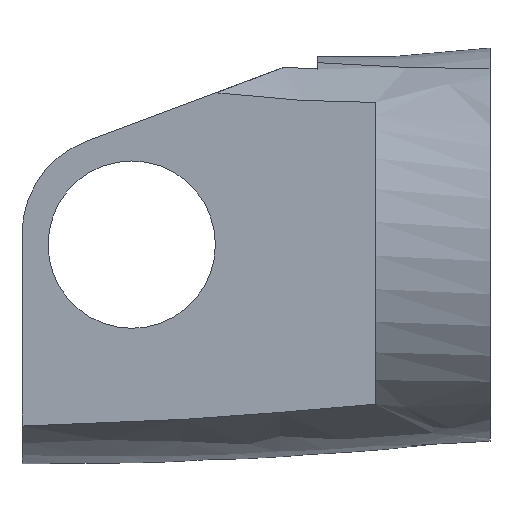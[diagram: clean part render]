
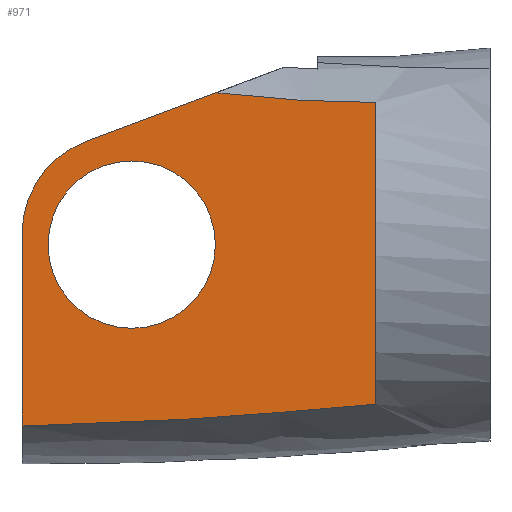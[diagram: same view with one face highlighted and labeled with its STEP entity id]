
A CAD part, left-side view. The second image highlights one B-rep face of the part: STEP entity #971.
In plain terms, the highlighted planar face has unit normal (-1, 0, 0).
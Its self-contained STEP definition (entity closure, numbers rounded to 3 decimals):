
#3 = VECTOR ( 'NONE', #139, 1000. ) ;
#50 = VECTOR ( 'NONE', #1045, 1000. ) ;
#68 = CARTESIAN_POINT ( 'NONE',  ( -4.5, 17.06, -8.705 ) ) ;
#134 = FACE_OUTER_BOUND ( 'NONE', #805, .T. ) ;
#139 = DIRECTION ( 'NONE',  ( 0., 0.937, -0.35 ) ) ;
#168 = CARTESIAN_POINT ( 'NONE',  ( -4.5, 4.17, -6.614 ) ) ;
#179 = CARTESIAN_POINT ( 'NONE',  ( -4.5, 17.06, 0.384 ) ) ;
#193 = CARTESIAN_POINT ( 'NONE',  ( -4.5, 17.06, -6.614 ) ) ;
#204 = VERTEX_POINT ( 'NONE', #610 ) ;
#216 = DIRECTION ( 'NONE',  ( -1., 0., 0. ) ) ;
#295 = EDGE_CURVE ( 'NONE', #723, #1531, #397, .T. ) ;
#310 = VECTOR ( 'NONE', #799, 1000. ) ;
#348 = AXIS2_PLACEMENT_3D ( 'NONE', #1596, #737, #1740 ) ;
#359 = DIRECTION ( 'NONE',  ( -1., 0., 0. ) ) ;
#366 = ORIENTED_EDGE ( 'NONE', *, *, #1485, .F. ) ;
#397 = LINE ( 'NONE', #774, #3 ) ;
#421 = ORIENTED_EDGE ( 'NONE', *, *, #1839, .T. ) ;
#486 = CARTESIAN_POINT ( 'NONE',  ( -4.5, 9.534, -6.265 ) ) ;
#488 = CARTESIAN_POINT ( 'NONE',  ( -4.5, 4.17, 5.183 ) ) ;
#559 = VERTEX_POINT ( 'NONE', #179 ) ;
#603 = VERTEX_POINT ( 'NONE', #1784 ) ;
#610 = CARTESIAN_POINT ( 'NONE',  ( -4.5, 17.06, -6.614 ) ) ;
#635 = CARTESIAN_POINT ( 'NONE',  ( -4.5, 6.315, -6.005 ) ) ;
#708 = CIRCLE ( 'NONE', #1190, 3.05 ) ;
#723 = VERTEX_POINT ( 'NONE', #825 ) ;
#724 = ORIENTED_EDGE ( 'NONE', *, *, #1725, .F. ) ;
#737 = DIRECTION ( 'NONE',  ( 1., 0., 0. ) ) ;
#745 = CARTESIAN_POINT ( 'NONE',  ( -4.5, 4.17, -5.818 ) ) ;
#774 = CARTESIAN_POINT ( 'NONE',  ( -4.5, 20.863, 1.471 ) ) ;
#777 = EDGE_LOOP ( 'NONE', ( #1730, #1634 ) ) ;
#790 = CARTESIAN_POINT ( 'NONE',  ( -4.5, 4.17, -5.818 ) ) ;
#794 = CARTESIAN_POINT ( 'NONE',  ( -4.5, 6.116, 5.209 ) ) ;
#799 = DIRECTION ( 'NONE',  ( 0., 0., 1. ) ) ;
#805 = EDGE_LOOP ( 'NONE', ( #1660, #935, #366, #421, #724, #1409 ) ) ;
#814 = DIRECTION ( 'NONE',  ( -1., 0., 0. ) ) ;
#825 = CARTESIAN_POINT ( 'NONE',  ( -4.5, 9.989, 5.535 ) ) ;
#889 = EDGE_CURVE ( 'NONE', #1531, #559, #1004, .T. ) ;
#895 = CARTESIAN_POINT ( 'NONE',  ( -4.5, 9.989, 5.535 ) ) ;
#933 = CARTESIAN_POINT ( 'NONE',  ( -4.5, 9.024, 5.425 ) ) ;
#935 = ORIENTED_EDGE ( 'NONE', *, *, #889, .T. ) ;
#963 = FACE_BOUND ( 'NONE', #777, .T. ) ;
#971 = ADVANCED_FACE ( 'NONE', ( #963, #134 ), #1461, .F. ) ;
#978 = VERTEX_POINT ( 'NONE', #1025 ) ;
#1004 = CIRCLE ( 'NONE', #1646, 3.615 ) ;
#1016 = VERTEX_POINT ( 'NONE', #745 ) ;
#1025 = CARTESIAN_POINT ( 'NONE',  ( -4.5, 16.11, 0. ) ) ;
#1045 = DIRECTION ( 'NONE',  ( 0., 0., -1. ) ) ;
#1076 = CARTESIAN_POINT ( 'NONE',  ( -4.5, 14.907, -6.566 ) ) ;
#1103 = CARTESIAN_POINT ( 'NONE',  ( -4.5, 13.445, 0.384 ) ) ;
#1105 = VERTEX_POINT ( 'NONE', #1874 ) ;
#1124 = CIRCLE ( 'NONE', #1336, 3.05 ) ;
#1169 = LINE ( 'NONE', #168, #50 ) ;
#1190 = AXIS2_PLACEMENT_3D ( 'NONE', #1676, #814, #1814 ) ;
#1232 = CARTESIAN_POINT ( 'NONE',  ( -4.5, 13.06, 0. ) ) ;
#1244 = DIRECTION ( 'NONE',  ( 0., 1., 0. ) ) ;
#1284 = EDGE_CURVE ( 'NONE', #1105, #723, #1852, .T. ) ;
#1336 = AXIS2_PLACEMENT_3D ( 'NONE', #1232, #359, #1378 ) ;
#1360 = CARTESIAN_POINT ( 'NONE',  ( -4.5, 12.756, -6.475 ) ) ;
#1362 = CARTESIAN_POINT ( 'NONE',  ( -4.5, 5.143, 5.174 ) ) ;
#1378 = DIRECTION ( 'NONE',  ( 0., -1., 0. ) ) ;
#1388 = CARTESIAN_POINT ( 'NONE',  ( -4.5, 14.71, 3.77 ) ) ;
#1409 = ORIENTED_EDGE ( 'NONE', *, *, #1284, .T. ) ;
#1441 = B_SPLINE_CURVE_WITH_KNOTS ( 'NONE', 3,
 ( #193, #1076, #1360, #486, #1510, #635, #1650, #790 ),
 .UNSPECIFIED., .F., .F.,
 ( 4, 2, 2, 4 ),
 ( 0., 0.006, 0.01, 0.013 ),
 .UNSPECIFIED. ) ;
#1461 = PLANE ( 'NONE',  #348 ) ;
#1485 = EDGE_CURVE ( 'NONE', #204, #559, #1533, .T. ) ;
#1510 = CARTESIAN_POINT ( 'NONE',  ( -4.5, 8.46, -6.183 ) ) ;
#1531 = VERTEX_POINT ( 'NONE', #1388 ) ;
#1533 = LINE ( 'NONE', #68, #310 ) ;
#1541 = EDGE_CURVE ( 'NONE', #978, #603, #708, .T. ) ;
#1596 = CARTESIAN_POINT ( 'NONE',  ( -4.5, 17.06, -8.705 ) ) ;
#1634 = ORIENTED_EDGE ( 'NONE', *, *, #1541, .F. ) ;
#1646 = AXIS2_PLACEMENT_3D ( 'NONE', #1103, #216, #1244 ) ;
#1650 = CARTESIAN_POINT ( 'NONE',  ( -4.5, 5.243, -5.909 ) ) ;
#1660 = ORIENTED_EDGE ( 'NONE', *, *, #295, .T. ) ;
#1676 = CARTESIAN_POINT ( 'NONE',  ( -4.5, 13.06, 0. ) ) ;
#1725 = EDGE_CURVE ( 'NONE', #1105, #1016, #1169, .T. ) ;
#1730 = ORIENTED_EDGE ( 'NONE', *, *, #1875, .F. ) ;
#1740 = DIRECTION ( 'NONE',  ( 0., 1., 0. ) ) ;
#1784 = CARTESIAN_POINT ( 'NONE',  ( -4.5, 10.01, 0. ) ) ;
#1795 = CARTESIAN_POINT ( 'NONE',  ( -4.5, 8.056, 5.334 ) ) ;
#1814 = DIRECTION ( 'NONE',  ( 0., -1., 0. ) ) ;
#1839 = EDGE_CURVE ( 'NONE', #204, #1016, #1441, .T. ) ;
#1852 = B_SPLINE_CURVE_WITH_KNOTS ( 'NONE', 3,
 ( #488, #1362, #794, #1795, #933, #895 ),
 .UNSPECIFIED., .F., .F.,
 ( 4, 2, 4 ),
 ( -0.002, 0.001, 0.004 ),
 .UNSPECIFIED. ) ;
#1874 = CARTESIAN_POINT ( 'NONE',  ( -4.5, 4.17, 5.183 ) ) ;
#1875 = EDGE_CURVE ( 'NONE', #603, #978, #1124, .T. ) ;
